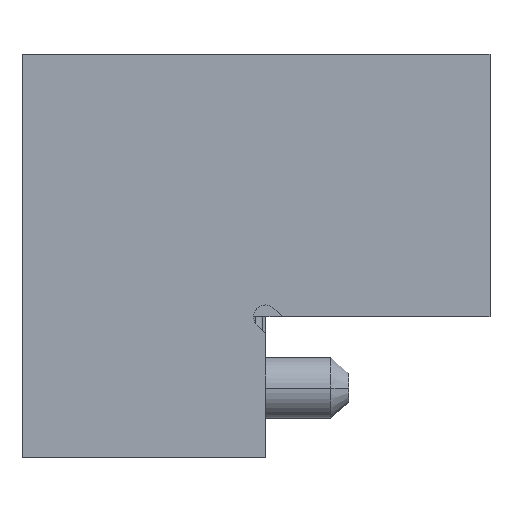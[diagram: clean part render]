
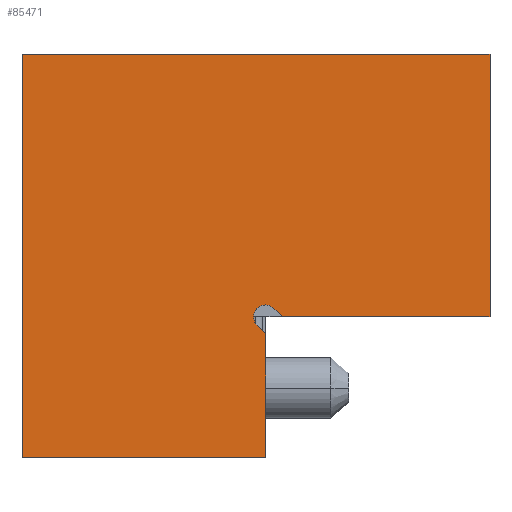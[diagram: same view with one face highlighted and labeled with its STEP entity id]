
A CAD part, left-side view. The second image highlights one B-rep face of the part: STEP entity #85471.
In plain terms, the highlighted planar face has unit normal (-1, 0, 0).
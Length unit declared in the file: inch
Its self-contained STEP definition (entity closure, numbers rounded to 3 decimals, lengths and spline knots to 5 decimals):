
#235 = VERTEX_POINT ( 'NONE', #87770 ) ;
#1326 = DIRECTION ( 'NONE',  ( 0., -1., 0. ) ) ;
#2566 = LINE ( 'NONE', #72117, #46655 ) ;
#3027 = EDGE_LOOP ( 'NONE', ( #75742, #16413, #13103, #105563, #25872, #88965, #38313, #102256, #32669, #35874 ) ) ;
#4143 = CARTESIAN_POINT ( 'NONE',  ( -1.21, -0.008, -0.21464 ) ) ;
#5180 = DIRECTION ( 'NONE',  ( 0., -0.707, -0.707 ) ) ;
#7116 = CARTESIAN_POINT ( 'NONE',  ( -1.21, -0.00093, -0.20757 ) ) ;
#7219 = VERTEX_POINT ( 'NONE', #46101 ) ;
#7468 = DIRECTION ( 'NONE',  ( 0., 0., 1. ) ) ;
#8326 = VECTOR ( 'NONE', #5180, 39.37008 ) ;
#9360 = VECTOR ( 'NONE', #15540, 39.37008 ) ;
#10197 = FACE_OUTER_BOUND ( 'NONE', #3027, .T. ) ;
#10328 = DIRECTION ( 'NONE',  ( 0., 0., 1. ) ) ;
#11523 = LINE ( 'NONE', #49689, #74995 ) ;
#12154 = CARTESIAN_POINT ( 'NONE',  ( -1.21, -0.008, -0.2005 ) ) ;
#13103 = ORIENTED_EDGE ( 'NONE', *, *, #77296, .F. ) ;
#14946 = CIRCLE ( 'NONE', #60062, 0.01 ) ;
#15039 = VECTOR ( 'NONE', #1326, 39.37008 ) ;
#15509 = EDGE_CURVE ( 'NONE', #79854, #42516, #31407, .T. ) ;
#15540 = DIRECTION ( 'NONE',  ( 0., 1., 0. ) ) ;
#16413 = ORIENTED_EDGE ( 'NONE', *, *, #15509, .F. ) ;
#17907 = CARTESIAN_POINT ( 'NONE',  ( -1.21, -0.008, -0.319 ) ) ;
#20456 = DIRECTION ( 'NONE',  ( 0., 0., 1. ) ) ;
#22513 = DIRECTION ( 'NONE',  ( 0., 0., -1. ) ) ;
#24240 = CARTESIAN_POINT ( 'NONE',  ( -1.21, -0.02214, -0.2005 ) ) ;
#24558 = EDGE_CURVE ( 'NONE', #235, #104956, #35007, .T. ) ;
#25872 = ORIENTED_EDGE ( 'NONE', *, *, #24558, .F. ) ;
#26966 = CARTESIAN_POINT ( 'NONE',  ( -1.21, -0.008, -0.319 ) ) ;
#27693 = EDGE_CURVE ( 'NONE', #235, #65665, #100492, .T. ) ;
#28820 = CARTESIAN_POINT ( 'NONE',  ( -1.21, -0.008, -0.319 ) ) ;
#30231 = DIRECTION ( 'NONE',  ( 0., 0., 1. ) ) ;
#31407 = LINE ( 'NONE', #98079, #9360 ) ;
#32669 = ORIENTED_EDGE ( 'NONE', *, *, #49427, .F. ) ;
#35007 = LINE ( 'NONE', #104784, #37622 ) ;
#35874 = ORIENTED_EDGE ( 'NONE', *, *, #102445, .F. ) ;
#37622 = VECTOR ( 'NONE', #30231, 39.37008 ) ;
#38313 = ORIENTED_EDGE ( 'NONE', *, *, #89491, .T. ) ;
#39832 = VERTEX_POINT ( 'NONE', #7116 ) ;
#42516 = VERTEX_POINT ( 'NONE', #24240 ) ;
#46101 = CARTESIAN_POINT ( 'NONE',  ( -1.21, -0.197, 0.0205 ) ) ;
#46655 = VECTOR ( 'NONE', #22513, 39.37008 ) ;
#49427 = EDGE_CURVE ( 'NONE', #69621, #39832, #14946, .T. ) ;
#49689 = CARTESIAN_POINT ( 'NONE',  ( -1.21, -0.02214, -0.2005 ) ) ;
#51591 = PLANE ( 'NONE',  #64262 ) ;
#52362 = LINE ( 'NONE', #63085, #8326 ) ;
#55568 = VECTOR ( 'NONE', #86692, 39.37008 ) ;
#57071 = DIRECTION ( 'NONE',  ( -1., 0., 0. ) ) ;
#57168 = VECTOR ( 'NONE', #100902, 39.37008 ) ;
#57669 = CARTESIAN_POINT ( 'NONE',  ( -1.21, 0.197, 0.0205 ) ) ;
#58977 = EDGE_CURVE ( 'NONE', #39832, #85671, #52362, .T. ) ;
#59918 = DIRECTION ( 'NONE',  ( -1., 0., 0. ) ) ;
#60062 = AXIS2_PLACEMENT_3D ( 'NONE', #106660, #57071, #7468 ) ;
#63085 = CARTESIAN_POINT ( 'NONE',  ( -1.21, -0.00093, -0.20757 ) ) ;
#64262 = AXIS2_PLACEMENT_3D ( 'NONE', #17907, #59918, #10328 ) ;
#65665 = VERTEX_POINT ( 'NONE', #26966 ) ;
#67992 = CARTESIAN_POINT ( 'NONE',  ( -1.21, -0.008, 0.0205 ) ) ;
#69621 = VERTEX_POINT ( 'NONE', #75373 ) ;
#70091 = DIRECTION ( 'NONE',  ( -1., 0., 0. ) ) ;
#70727 = EDGE_CURVE ( 'NONE', #42516, #82014, #11523, .T. ) ;
#72117 = CARTESIAN_POINT ( 'NONE',  ( -1.21, -0.197, 0.0205 ) ) ;
#74370 = AXIS2_PLACEMENT_3D ( 'NONE', #12154, #70091, #20456 ) ;
#74995 = VECTOR ( 'NONE', #82945, 39.37008 ) ;
#75373 = CARTESIAN_POINT ( 'NONE',  ( -1.21, -0.008, -0.1905 ) ) ;
#75742 = ORIENTED_EDGE ( 'NONE', *, *, #70727, .F. ) ;
#77296 = EDGE_CURVE ( 'NONE', #7219, #79854, #2566, .T. ) ;
#79854 = VERTEX_POINT ( 'NONE', #85591 ) ;
#82014 = VERTEX_POINT ( 'NONE', #91644 ) ;
#82945 = DIRECTION ( 'NONE',  ( 0., 0.707, 0.707 ) ) ;
#85471 = ADVANCED_FACE ( 'NONE', ( #10197 ), #51591, .T. ) ;
#85591 = CARTESIAN_POINT ( 'NONE',  ( -1.21, -0.197, -0.2005 ) ) ;
#85671 = VERTEX_POINT ( 'NONE', #4143 ) ;
#86692 = DIRECTION ( 'NONE',  ( 0., 0., 1. ) ) ;
#87770 = CARTESIAN_POINT ( 'NONE',  ( -1.21, 0.197, -0.319 ) ) ;
#88965 = ORIENTED_EDGE ( 'NONE', *, *, #27693, .T. ) ;
#89491 = EDGE_CURVE ( 'NONE', #65665, #85671, #99565, .T. ) ;
#91644 = CARTESIAN_POINT ( 'NONE',  ( -1.21, -0.01507, -0.19343 ) ) ;
#96009 = CIRCLE ( 'NONE', #74370, 0.01 ) ;
#96533 = EDGE_CURVE ( 'NONE', #104956, #7219, #101139, .T. ) ;
#98079 = CARTESIAN_POINT ( 'NONE',  ( -1.21, -0.197, -0.2005 ) ) ;
#99565 = LINE ( 'NONE', #28820, #55568 ) ;
#100452 = CARTESIAN_POINT ( 'NONE',  ( -1.21, -0.008, -0.319 ) ) ;
#100492 = LINE ( 'NONE', #100452, #15039 ) ;
#100902 = DIRECTION ( 'NONE',  ( 0., -1., 0. ) ) ;
#101139 = LINE ( 'NONE', #67992, #57168 ) ;
#102256 = ORIENTED_EDGE ( 'NONE', *, *, #58977, .F. ) ;
#102445 = EDGE_CURVE ( 'NONE', #82014, #69621, #96009, .T. ) ;
#104784 = CARTESIAN_POINT ( 'NONE',  ( -1.21, 0.197, -0.319 ) ) ;
#104956 = VERTEX_POINT ( 'NONE', #57669 ) ;
#105563 = ORIENTED_EDGE ( 'NONE', *, *, #96533, .F. ) ;
#106660 = CARTESIAN_POINT ( 'NONE',  ( -1.21, -0.008, -0.2005 ) ) ;
